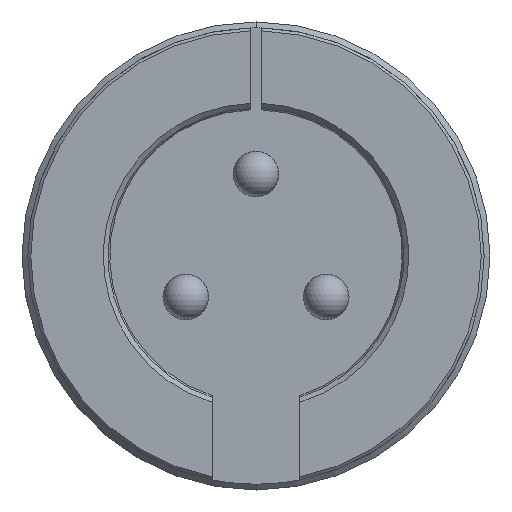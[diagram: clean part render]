
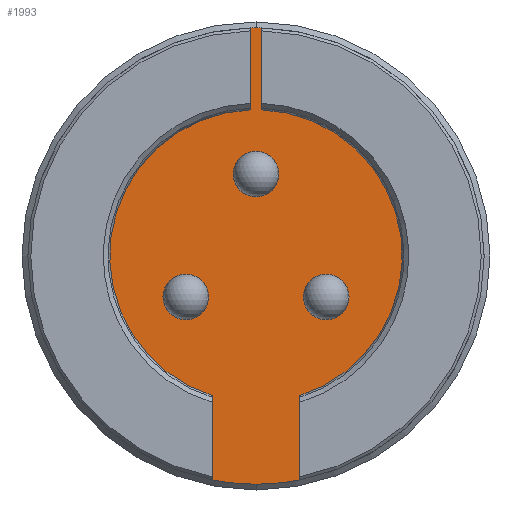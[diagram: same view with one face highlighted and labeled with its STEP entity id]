
A CAD part, front view. The second image highlights one B-rep face of the part: STEP entity #1993.
In plain terms, the highlighted planar face has unit normal (0, -1, 0).
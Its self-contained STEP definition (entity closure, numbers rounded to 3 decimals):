
#429=CARTESIAN_POINT('',(0.,4.5,3.9));
#430=VERTEX_POINT('',#429);
#437=CARTESIAN_POINT('',(0.1,4.5,3.899));
#438=VERTEX_POINT('',#437);
#439=CARTESIAN_POINT('',(0.0,4.5,0.));
#440=DIRECTION('',(0.0,1.0,0.0));
#441=DIRECTION('',(0.0,0.0,1.0));
#442=AXIS2_PLACEMENT_3D('',#439,#440,#441);
#443=CIRCLE('',#442,3.9);
#444=EDGE_CURVE('',#430,#438,#443,.T.);
#463=CARTESIAN_POINT('',(0.75,4.5,-3.827));
#464=VERTEX_POINT('',#463);
#471=CARTESIAN_POINT('',(0.,4.5,-3.9));
#472=VERTEX_POINT('',#471);
#473=CARTESIAN_POINT('',(0.0,4.5,0.));
#474=DIRECTION('',(0.0,1.0,0.0));
#475=DIRECTION('',(0.0,0.0,1.0));
#476=AXIS2_PLACEMENT_3D('',#473,#474,#475);
#477=CIRCLE('',#476,3.9);
#478=EDGE_CURVE('',#464,#472,#477,.T.);
#495=CARTESIAN_POINT('',(-0.81,4.5,-0.7));
#496=VERTEX_POINT('',#495);
#505=CARTESIAN_POINT('',(-1.59,4.5,-0.7));
#506=VERTEX_POINT('',#505);
#507=CARTESIAN_POINT('',(-1.2,4.5,-0.7));
#508=DIRECTION('',(0.0,1.0,0.0));
#509=DIRECTION('',(1.0,0.0,0.0));
#510=AXIS2_PLACEMENT_3D('',#507,#508,#509);
#511=CIRCLE('',#510,0.39);
#512=EDGE_CURVE('',#506,#496,#511,.T.);
#537=CARTESIAN_POINT('',(1.59,4.5,-0.7));
#538=VERTEX_POINT('',#537);
#547=CARTESIAN_POINT('',(0.81,4.5,-0.7));
#548=VERTEX_POINT('',#547);
#549=CARTESIAN_POINT('',(1.2,4.5,-0.7));
#550=DIRECTION('',(0.0,1.0,0.0));
#551=DIRECTION('',(1.0,0.0,0.0));
#552=AXIS2_PLACEMENT_3D('',#549,#550,#551);
#553=CIRCLE('',#552,0.39);
#554=EDGE_CURVE('',#548,#538,#553,.T.);
#579=CARTESIAN_POINT('',(0.39,4.5,1.4));
#580=VERTEX_POINT('',#579);
#589=CARTESIAN_POINT('',(-0.39,4.5,1.4));
#590=VERTEX_POINT('',#589);
#591=CARTESIAN_POINT('',(0.,4.5,1.4));
#592=DIRECTION('',(0.0,1.0,0.0));
#593=DIRECTION('',(1.0,0.0,0.0));
#594=AXIS2_PLACEMENT_3D('',#591,#592,#593);
#595=CIRCLE('',#594,0.39);
#596=EDGE_CURVE('',#590,#580,#595,.T.);
#1136=CARTESIAN_POINT('',(0.,4.5,1.4));
#1137=DIRECTION('',(0.0,1.0,0.0));
#1138=DIRECTION('',(1.0,0.0,0.0));
#1139=AXIS2_PLACEMENT_3D('',#1136,#1137,#1138);
#1140=CIRCLE('',#1139,0.39);
#1141=EDGE_CURVE('',#580,#590,#1140,.T.);
#1170=CARTESIAN_POINT('',(1.2,4.5,-0.7));
#1171=DIRECTION('',(0.0,1.0,0.0));
#1172=DIRECTION('',(1.0,0.0,0.0));
#1173=AXIS2_PLACEMENT_3D('',#1170,#1171,#1172);
#1174=CIRCLE('',#1173,0.39);
#1175=EDGE_CURVE('',#538,#548,#1174,.T.);
#1204=CARTESIAN_POINT('',(-1.2,4.5,-0.7));
#1205=DIRECTION('',(0.0,1.0,0.0));
#1206=DIRECTION('',(1.0,0.0,0.0));
#1207=AXIS2_PLACEMENT_3D('',#1204,#1205,#1206);
#1208=CIRCLE('',#1207,0.39);
#1209=EDGE_CURVE('',#496,#506,#1208,.T.);
#1219=CARTESIAN_POINT('',(-0.75,4.5,-3.827));
#1220=VERTEX_POINT('',#1219);
#1229=CARTESIAN_POINT('',(-0.75,4.5,-2.698));
#1230=VERTEX_POINT('',#1229);
#1231=CARTESIAN_POINT('',(-0.75,4.5,-3.827));
#1232=DIRECTION('',(0.0,0.0,1.0));
#1233=VECTOR('',#1232,1.13);
#1234=LINE('',#1231,#1233);
#1235=EDGE_CURVE('',#1220,#1230,#1234,.T.);
#1325=CARTESIAN_POINT('',(0.1,4.5,2.798));
#1326=VERTEX_POINT('',#1325);
#1327=CARTESIAN_POINT('',(0.1,4.5,2.798));
#1328=DIRECTION('',(0.0,0.0,1.0));
#1329=VECTOR('',#1328,1.101);
#1330=LINE('',#1327,#1329);
#1331=EDGE_CURVE('',#1326,#438,#1330,.T.);
#1480=CARTESIAN_POINT('',(0.75,4.5,-2.698));
#1481=VERTEX_POINT('',#1480);
#1495=CARTESIAN_POINT('',(0.75,4.5,-2.698));
#1496=DIRECTION('',(0.0,0.0,-1.0));
#1497=VECTOR('',#1496,1.13);
#1498=LINE('',#1495,#1497);
#1499=EDGE_CURVE('',#1481,#464,#1498,.T.);
#1511=CARTESIAN_POINT('',(-0.1,4.5,3.899));
#1512=VERTEX_POINT('',#1511);
#1578=CARTESIAN_POINT('',(-0.1,4.5,2.798));
#1579=VERTEX_POINT('',#1578);
#1593=CARTESIAN_POINT('',(-0.1,4.5,3.899));
#1594=DIRECTION('',(0.0,0.0,-1.0));
#1595=VECTOR('',#1594,1.101);
#1596=LINE('',#1593,#1595);
#1597=EDGE_CURVE('',#1512,#1579,#1596,.T.);
#1616=CARTESIAN_POINT('',(0.0,4.5,0.));
#1617=DIRECTION('',(0.0,1.0,0.0));
#1618=DIRECTION('',(0.0,0.0,1.0));
#1619=AXIS2_PLACEMENT_3D('',#1616,#1617,#1618);
#1620=CIRCLE('',#1619,3.9);
#1621=EDGE_CURVE('',#472,#1220,#1620,.T.);
#1632=CARTESIAN_POINT('',(0.0,4.5,0.));
#1633=DIRECTION('',(0.0,1.0,0.0));
#1634=DIRECTION('',(0.0,0.0,1.0));
#1635=AXIS2_PLACEMENT_3D('',#1632,#1633,#1634);
#1636=CIRCLE('',#1635,3.9);
#1637=EDGE_CURVE('',#1512,#430,#1636,.T.);
#1790=CARTESIAN_POINT('',(0.0,4.5,0.));
#1791=DIRECTION('',(0.0,1.0,0.0));
#1792=DIRECTION('',(0.0,0.0,1.0));
#1793=AXIS2_PLACEMENT_3D('',#1790,#1791,#1792);
#1794=CIRCLE('',#1793,2.8);
#1795=EDGE_CURVE('',#1326,#1481,#1794,.T.);
#1958=CARTESIAN_POINT('',(0.0,4.5,1.4));
#1959=DIRECTION('',(0.0,-1.0,0.0));
#1960=DIRECTION('',(0.0,0.0,-1.0));
#1961=AXIS2_PLACEMENT_3D('',#1958,#1959,#1960);
#1962=PLANE('',#1961);
#1963=CARTESIAN_POINT('',(0.0,4.5,0.));
#1964=DIRECTION('',(0.0,1.0,0.0));
#1965=DIRECTION('',(0.0,0.0,1.0));
#1966=AXIS2_PLACEMENT_3D('',#1963,#1964,#1965);
#1967=CIRCLE('',#1966,2.8);
#1968=EDGE_CURVE('',#1230,#1579,#1967,.T.);
#1969=ORIENTED_EDGE('',*,*,#1968,.F.);
#1970=ORIENTED_EDGE('',*,*,#1235,.F.);
#1971=ORIENTED_EDGE('',*,*,#1621,.F.);
#1972=ORIENTED_EDGE('',*,*,#478,.F.);
#1973=ORIENTED_EDGE('',*,*,#1499,.F.);
#1974=ORIENTED_EDGE('',*,*,#1795,.F.);
#1975=ORIENTED_EDGE('',*,*,#1331,.T.);
#1976=ORIENTED_EDGE('',*,*,#444,.F.);
#1977=ORIENTED_EDGE('',*,*,#1637,.F.);
#1978=ORIENTED_EDGE('',*,*,#1597,.T.);
#1979=EDGE_LOOP('',(#1969,#1970,#1971,#1972,#1973,#1974,#1975,#1976,#1977,#1978));
#1980=FACE_OUTER_BOUND('',#1979,.T.);
#1981=ORIENTED_EDGE('',*,*,#554,.T.);
#1982=ORIENTED_EDGE('',*,*,#1175,.T.);
#1983=EDGE_LOOP('',(#1981,#1982));
#1984=FACE_BOUND('',#1983,.T.);
#1985=ORIENTED_EDGE('',*,*,#512,.T.);
#1986=ORIENTED_EDGE('',*,*,#1209,.T.);
#1987=EDGE_LOOP('',(#1985,#1986));
#1988=FACE_BOUND('',#1987,.T.);
#1989=ORIENTED_EDGE('',*,*,#596,.T.);
#1990=ORIENTED_EDGE('',*,*,#1141,.T.);
#1991=EDGE_LOOP('',(#1989,#1990));
#1992=FACE_BOUND('',#1991,.T.);
#1993=ADVANCED_FACE('',(#1980,#1984,#1988,#1992),#1962,.T.);
